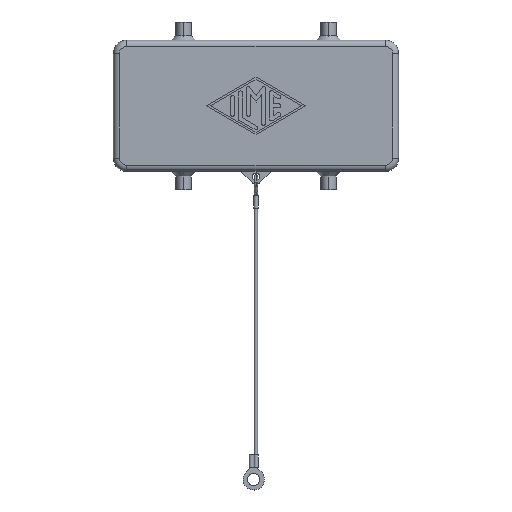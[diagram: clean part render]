
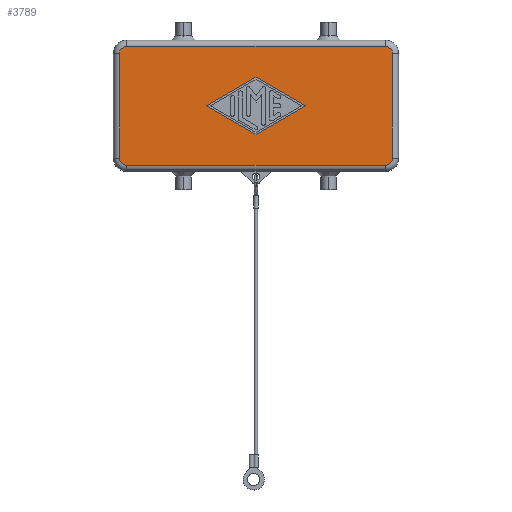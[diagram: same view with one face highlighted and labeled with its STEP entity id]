
A CAD part, top view. The second image highlights one B-rep face of the part: STEP entity #3789.
In plain terms, the highlighted planar face has unit normal (0, 0, 1).
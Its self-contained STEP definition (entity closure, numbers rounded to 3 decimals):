
#1533=CARTESIAN_POINT('',(44.75,17.2,12.));
#1534=VERTEX_POINT('',#1533);
#1542=CARTESIAN_POINT('',(44.75,-17.2,12.));
#1543=VERTEX_POINT('',#1542);
#1544=CARTESIAN_POINT('',(44.75,17.2,12.));
#1545=DIRECTION('',(0.0,-1.0,0.0));
#1546=VECTOR('',#1545,34.4);
#1547=LINE('',#1544,#1546);
#1548=EDGE_CURVE('',#1534,#1543,#1547,.T.);
#1617=CARTESIAN_POINT('',(42.45,-19.5,12.));
#1618=VERTEX_POINT('',#1617);
#1626=CARTESIAN_POINT('',(-42.45,-19.5,12.));
#1627=VERTEX_POINT('',#1626);
#1628=CARTESIAN_POINT('',(42.45,-19.5,12.));
#1629=DIRECTION('',(-1.0,0.0,0.0));
#1630=VECTOR('',#1629,84.9);
#1631=LINE('',#1628,#1630);
#1632=EDGE_CURVE('',#1618,#1627,#1631,.T.);
#1701=CARTESIAN_POINT('',(-44.75,-17.2,12.));
#1702=VERTEX_POINT('',#1701);
#1710=CARTESIAN_POINT('',(-44.75,17.2,12.));
#1711=VERTEX_POINT('',#1710);
#1712=CARTESIAN_POINT('',(-44.75,-17.2,12.));
#1713=DIRECTION('',(0.0,1.0,0.0));
#1714=VECTOR('',#1713,34.4);
#1715=LINE('',#1712,#1714);
#1716=EDGE_CURVE('',#1702,#1711,#1715,.T.);
#1743=CARTESIAN_POINT('',(-42.45,19.5,12.));
#1744=VERTEX_POINT('',#1743);
#1752=CARTESIAN_POINT('',(42.45,19.5,12.));
#1753=VERTEX_POINT('',#1752);
#1754=CARTESIAN_POINT('',(-42.45,19.5,12.));
#1755=DIRECTION('',(1.0,0.0,0.0));
#1756=VECTOR('',#1755,84.9);
#1757=LINE('',#1754,#1756);
#1758=EDGE_CURVE('',#1744,#1753,#1757,.T.);
#2979=CARTESIAN_POINT('',(-16.25,0.,12.));
#2980=VERTEX_POINT('',#2979);
#2987=CARTESIAN_POINT('',(0.,-9.375,12.));
#2988=VERTEX_POINT('',#2987);
#2989=CARTESIAN_POINT('',(0.,-9.375,12.));
#2990=DIRECTION('',(-0.866,0.5,0.0));
#2991=VECTOR('',#2990,18.76);
#2992=LINE('',#2989,#2991);
#2993=EDGE_CURVE('',#2988,#2980,#2992,.T.);
#3018=CARTESIAN_POINT('',(16.25,0.,12.));
#3019=VERTEX_POINT('',#3018);
#3020=CARTESIAN_POINT('',(16.25,0.,12.));
#3021=DIRECTION('',(-0.866,-0.5,0.0));
#3022=VECTOR('',#3021,18.76);
#3023=LINE('',#3020,#3022);
#3024=EDGE_CURVE('',#3019,#2988,#3023,.T.);
#3049=CARTESIAN_POINT('',(0.,9.375,12.));
#3050=VERTEX_POINT('',#3049);
#3051=CARTESIAN_POINT('',(0.,9.375,12.));
#3052=DIRECTION('',(0.866,-0.5,0.0));
#3053=VECTOR('',#3052,18.76);
#3054=LINE('',#3051,#3053);
#3055=EDGE_CURVE('',#3050,#3019,#3054,.T.);
#3078=CARTESIAN_POINT('',(-16.25,0.,12.));
#3079=DIRECTION('',(0.866,0.5,0.0));
#3080=VECTOR('',#3079,18.76);
#3081=LINE('',#3078,#3080);
#3082=EDGE_CURVE('',#2980,#3050,#3081,.T.);
#3744=CARTESIAN_POINT('',(0.0,0.0,12.));
#3745=DIRECTION('',(0.0,0.0,1.0));
#3746=DIRECTION('',(1.0,0.0,0.0));
#3747=AXIS2_PLACEMENT_3D('',#3744,#3745,#3746);
#3748=PLANE('',#3747);
#3749=CARTESIAN_POINT('',(-42.45,17.2,12.));
#3750=DIRECTION('',(0.0,0.0,-1.));
#3751=DIRECTION('',(-0.707,0.707,0.0));
#3752=AXIS2_PLACEMENT_3D('',#3749,#3750,#3751);
#3753=CIRCLE('',#3752,2.3);
#3754=EDGE_CURVE('',#1711,#1744,#3753,.T.);
#3755=ORIENTED_EDGE('',*,*,#3754,.F.);
#3756=ORIENTED_EDGE('',*,*,#1716,.F.);
#3757=CARTESIAN_POINT('',(-42.45,-17.2,12.));
#3758=DIRECTION('',(0.0,0.0,-1.0));
#3759=DIRECTION('',(-0.707,-0.707,0.0));
#3760=AXIS2_PLACEMENT_3D('',#3757,#3758,#3759);
#3761=CIRCLE('',#3760,2.3);
#3762=EDGE_CURVE('',#1627,#1702,#3761,.T.);
#3763=ORIENTED_EDGE('',*,*,#3762,.F.);
#3764=ORIENTED_EDGE('',*,*,#1632,.F.);
#3765=CARTESIAN_POINT('',(42.45,-17.2,12.));
#3766=DIRECTION('',(0.0,0.0,-1.));
#3767=DIRECTION('',(0.707,-0.707,0.0));
#3768=AXIS2_PLACEMENT_3D('',#3765,#3766,#3767);
#3769=CIRCLE('',#3768,2.3);
#3770=EDGE_CURVE('',#1543,#1618,#3769,.T.);
#3771=ORIENTED_EDGE('',*,*,#3770,.F.);
#3772=ORIENTED_EDGE('',*,*,#1548,.F.);
#3773=CARTESIAN_POINT('',(42.45,17.2,12.));
#3774=DIRECTION('',(0.0,0.0,-1.0));
#3775=DIRECTION('',(0.707,0.707,0.0));
#3776=AXIS2_PLACEMENT_3D('',#3773,#3774,#3775);
#3777=CIRCLE('',#3776,2.3);
#3778=EDGE_CURVE('',#1753,#1534,#3777,.T.);
#3779=ORIENTED_EDGE('',*,*,#3778,.F.);
#3780=ORIENTED_EDGE('',*,*,#1758,.F.);
#3781=EDGE_LOOP('',(#3755,#3756,#3763,#3764,#3771,#3772,#3779,#3780));
#3782=FACE_OUTER_BOUND('',#3781,.T.);
#3783=ORIENTED_EDGE('',*,*,#2993,.T.);
#3784=ORIENTED_EDGE('',*,*,#3082,.T.);
#3785=ORIENTED_EDGE('',*,*,#3055,.T.);
#3786=ORIENTED_EDGE('',*,*,#3024,.T.);
#3787=EDGE_LOOP('',(#3783,#3784,#3785,#3786));
#3788=FACE_BOUND('',#3787,.T.);
#3789=ADVANCED_FACE('',(#3782,#3788),#3748,.T.);
